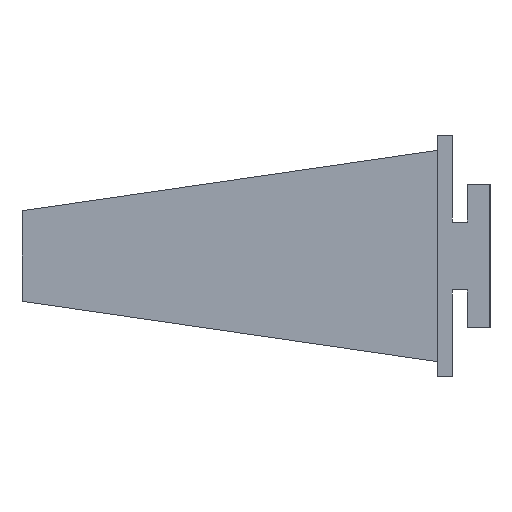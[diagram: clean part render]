
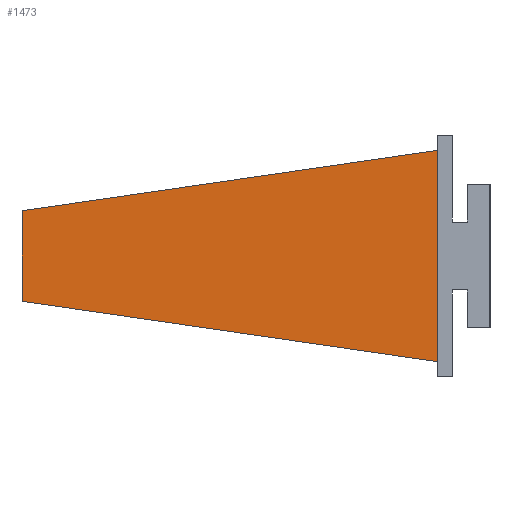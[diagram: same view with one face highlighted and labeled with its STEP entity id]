
A CAD part, left-side view. The second image highlights one B-rep face of the part: STEP entity #1473.
In plain terms, the highlighted planar face has unit normal (-1, 0, 0).
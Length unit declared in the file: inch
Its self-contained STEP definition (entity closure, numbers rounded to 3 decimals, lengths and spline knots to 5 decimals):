
#1446=AXIS2_PLACEMENT_3D('Plane Axis2P3D',#1443,#1444,#1445) ;
#221=CARTESIAN_POINT('Line Origine',(-0.25,0.0625,0.)) ;
#225=CARTESIAN_POINT('Vertex',(-0.25,0.0625,0.875)) ;
#227=CARTESIAN_POINT('Vertex',(-0.25,0.0625,-0.875)) ;
#1443=CARTESIAN_POINT('Axis2P3D Location',(-0.25,0.0625,-0.875)) ;
#1448=CARTESIAN_POINT('Line Origine',(-0.25,1.78125,-0.625)) ;
#1452=CARTESIAN_POINT('Vertex',(-0.25,3.5,-0.375)) ;
#1455=CARTESIAN_POINT('Line Origine',(-0.25,1.78125,0.625)) ;
#1459=CARTESIAN_POINT('Vertex',(-0.25,3.5,0.375)) ;
#1462=CARTESIAN_POINT('Line Origine',(-0.25,3.5,0.)) ;
#222=DIRECTION('Vector Direction',(0.,0.,-1.)) ;
#1444=DIRECTION('Axis2P3D Direction',(-1.,0.,0.)) ;
#1445=DIRECTION('Axis2P3D XDirection',(0.,0.,1.)) ;
#1449=DIRECTION('Vector Direction',(0.,-0.99,-0.144)) ;
#1456=DIRECTION('Vector Direction',(0.,0.99,-0.144)) ;
#1463=DIRECTION('Vector Direction',(0.,0.,-1.)) ;
#223=VECTOR('Line Direction',#222,0.03937) ;
#1450=VECTOR('Line Direction',#1449,0.03937) ;
#1457=VECTOR('Line Direction',#1456,0.03937) ;
#1464=VECTOR('Line Direction',#1463,0.03937) ;
#1468=ORIENTED_EDGE('',*,*,#1454,.T.) ;
#1469=ORIENTED_EDGE('',*,*,#229,.F.) ;
#1470=ORIENTED_EDGE('',*,*,#1461,.T.) ;
#1471=ORIENTED_EDGE('',*,*,#1466,.T.) ;
#1473=ADVANCED_FACE('R2',(#1472),#1447,.T.) ;
#229=EDGE_CURVE('',#226,#228,#224,.T.) ;
#1454=EDGE_CURVE('',#1453,#228,#1451,.T.) ;
#1461=EDGE_CURVE('',#226,#1460,#1458,.T.) ;
#1466=EDGE_CURVE('',#1460,#1453,#1465,.T.) ;
#1467=EDGE_LOOP('',(#1468,#1469,#1470,#1471)) ;
#1472=FACE_OUTER_BOUND('',#1467,.T.) ;
#224=LINE('Line',#221,#223) ;
#1451=LINE('Line',#1448,#1450) ;
#1458=LINE('Line',#1455,#1457) ;
#1465=LINE('Line',#1462,#1464) ;
#1447=PLANE('',#1446) ;
#226=VERTEX_POINT('',#225) ;
#228=VERTEX_POINT('',#227) ;
#1453=VERTEX_POINT('',#1452) ;
#1460=VERTEX_POINT('',#1459) ;
